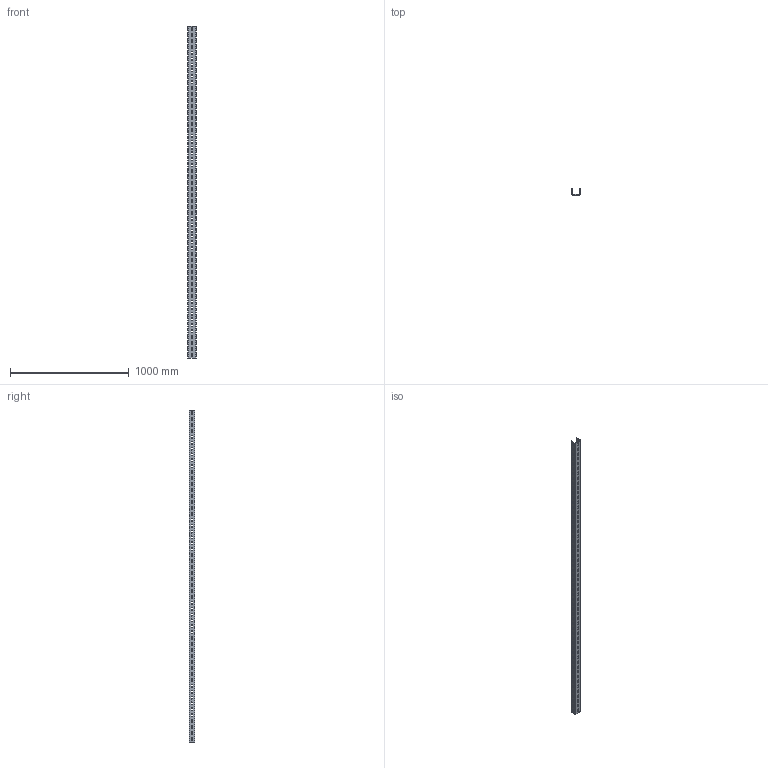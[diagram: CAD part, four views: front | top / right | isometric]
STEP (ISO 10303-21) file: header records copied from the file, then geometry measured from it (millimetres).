
FILE_DESCRIPTION (( 'STEP AP214' ), '1' );
FILE_NAME ('Äåòàë2800.STEP', '2023-04-03T09:01:20', ( '' ), ( '' ), 'SwSTEP 2.0', 'SolidWorks 2022', '' );
FILE_SCHEMA (( 'AUTOMOTIVE_DESIGN' ));
Length unit declared in the file: millimetre
Products named in the file (1): Детал2800
Bounding box: 70 x 50 x 2800 mm (x, y, z)
Volume: 1588476.5 mm3; surface area: 861096.2 mm2
Topology: 1 solids, 1 shells, 854 faces, 2556 edges, 1704 vertices
Faces by surface type: cylinder 508, plane 346
Entity records: 29862 total; most frequent: DIRECTION 5282, CARTESIAN_POINT 5115, ORIENTED_EDGE 5112, EDGE_CURVE 2556, AXIS2_PLACEMENT_3D 1871, VERTEX_POINT 1704, VECTOR 1540, LINE 1540
